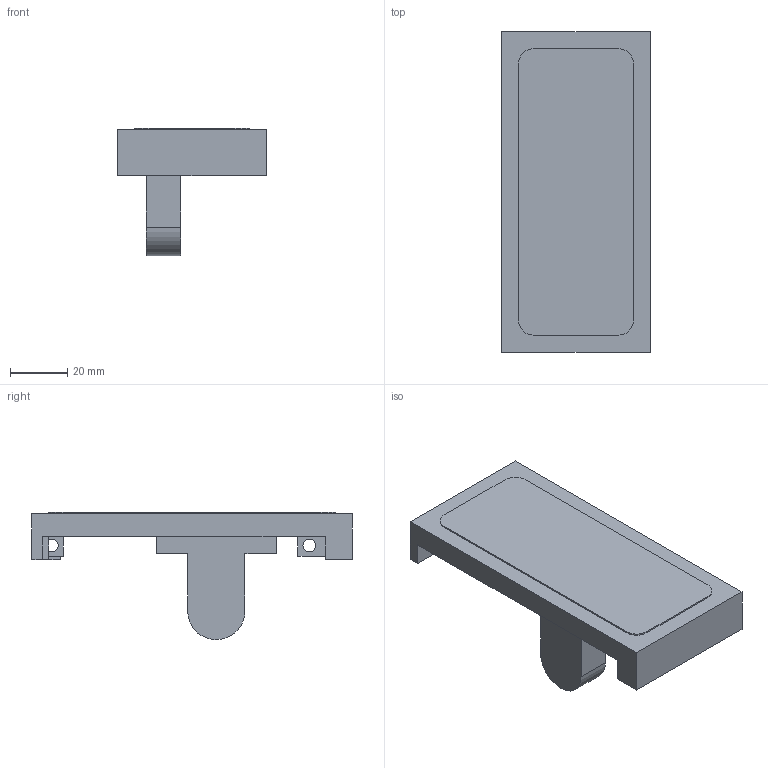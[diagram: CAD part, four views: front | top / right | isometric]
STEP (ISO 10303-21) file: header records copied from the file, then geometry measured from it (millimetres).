
FILE_DESCRIPTION (( 'STEP AP214' ), '1' );
FILE_NAME ('F004523,F004527-RIGHT_3D.step', '2023-08-22T10:57:55', ( '' ), ( '' ), 'SwSTEP 2.0', 'SolidWorks 2020', '' );
FILE_SCHEMA (( 'AUTOMOTIVE_DESIGN' ));
Length unit declared in the file: millimetre
Products named in the file (1): F004523,F004527-RIGHT_3D
Bounding box: 52 x 112 x 44.5 mm (x, y, z)
Volume: 56383.3 mm3; surface area: 19315.7 mm2
Topology: 1 solids, 1 shells, 54 faces, 149 edges, 98 vertices
Faces by surface type: plane 44, cylinder 10
Entity records: 1745 total; most frequent: CARTESIAN_POINT 302, ORIENTED_EDGE 298, DIRECTION 281, EDGE_CURVE 149, VECTOR 127, LINE 127, VERTEX_POINT 98, AXIS2_PLACEMENT_3D 77
